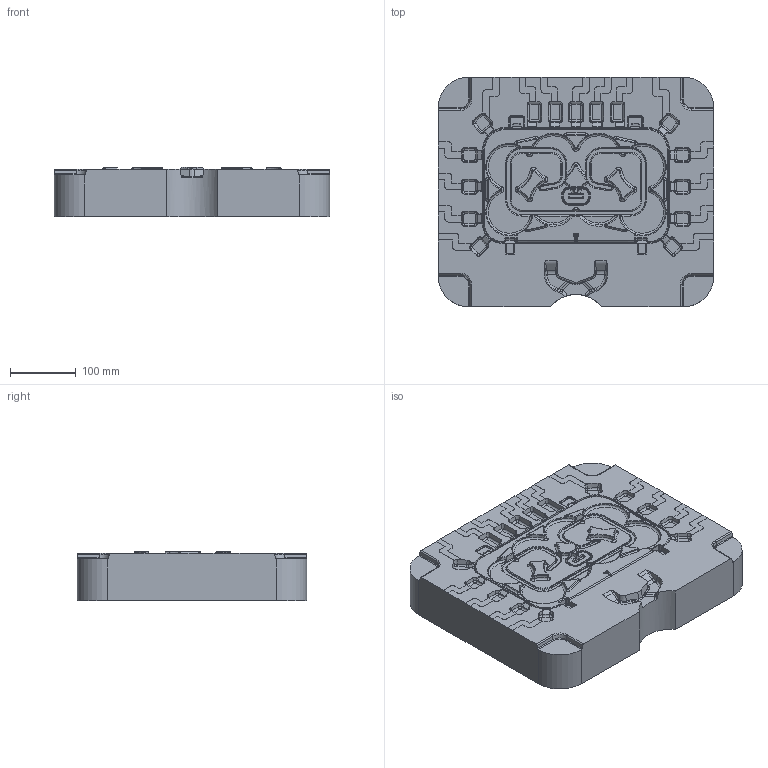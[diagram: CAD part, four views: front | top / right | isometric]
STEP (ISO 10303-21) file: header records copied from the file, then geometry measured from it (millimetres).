
FILE_DESCRIPTION((''),'2;1');
FILE_NAME('MOLD_VOL_2','2018-11-15T',('Administrator'),(''),'CREO PARAMETRIC BY PTC INC, 2014190','CREO PARAMETRIC BY PTC INC, 2014190','');
FILE_SCHEMA(('CONFIG_CONTROL_DESIGN'));
Products named in the file (1): MOLD_VOL_2
Bounding box: 420 x 350 x 75 mm (x, y, z)
Volume: 10061746 mm3; surface area: 420406 mm2
Topology: 1 solids, 1 shells, 1377 faces, 3464 edges, 2077 vertices
Faces by surface type: plane 378, cylinder 334, bspline 322, cone 165, torus 144, sphere 30, extrusion 4
Entity records: 57254 total; most frequent: CARTESIAN_POINT 26404, ORIENTED_EDGE 6902, DIRECTION 5985, EDGE_CURVE 3451, AXIS2_PLACEMENT_3D 2256, VERTEX_POINT 2077, VECTOR 1473, LINE 1469
